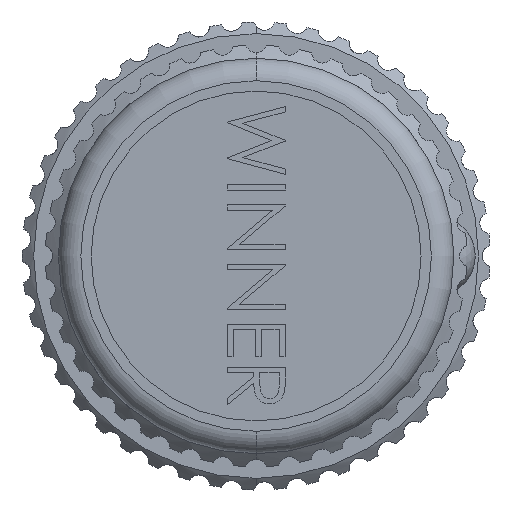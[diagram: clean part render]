
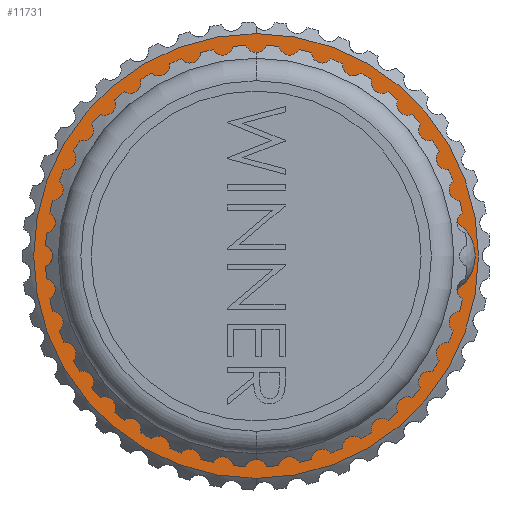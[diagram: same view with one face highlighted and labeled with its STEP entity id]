
A CAD part, left-side view. The second image highlights one B-rep face of the part: STEP entity #11731.
In plain terms, the highlighted planar face has unit normal (-1, 0, 0).
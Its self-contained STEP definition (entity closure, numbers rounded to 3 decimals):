
#60 = CARTESIAN_POINT ( 'NONE',  ( -7.9, 3.658, -2.669 ) ) ;
#93 = CARTESIAN_POINT ( 'NONE',  ( -7.9, -3.123, 3.051 ) ) ;
#152 = CARTESIAN_POINT ( 'NONE',  ( -7.9, 3.052, -3.269 ) ) ;
#339 = CARTESIAN_POINT ( 'NONE',  ( -7.9, 4.484, -1.194 ) ) ;
#509 = B_SPLINE_CURVE_WITH_KNOTS ( 'NONE', 3,
 ( #28320, #28036, #12590, #26369, #93, #26172, #17625, #17347, #28411, #24346, #13034, #15291, #19558, #19837, #17441, #13238 ),
 .UNSPECIFIED., .F., .F.,
 ( 4, 2, 2, 2, 2, 2, 2, 4 ),
 ( 0., 0.001, 0.002, 0.003, 0.003, 0.004, 0.005, 0.007 ),
 .UNSPECIFIED. ) ;
#924 = CARTESIAN_POINT ( 'NONE',  ( -7.9, -2.518, -3.34 ) ) ;
#930 = FACE_BOUND ( 'NONE', #23411, .T. ) ;
#1018 = CARTESIAN_POINT ( 'NONE',  ( -7.9, -3.835, -1.652 ) ) ;
#1138 = AXIS2_PLACEMENT_3D ( 'NONE', #1869, #1676, #14958 ) ;
#1676 = DIRECTION ( 'NONE',  ( 1., 0., 0. ) ) ;
#1812 = CARTESIAN_POINT ( 'NONE',  ( -7.9, 1.74, 4.366 ) ) ;
#1869 = CARTESIAN_POINT ( 'NONE',  ( -7.9, 0., 0. ) ) ;
#2211 = ORIENTED_EDGE ( 'NONE', *, *, #9080, .T. ) ;
#2351 = CARTESIAN_POINT ( 'NONE',  ( -7.9, 1.568, -4.075 ) ) ;
#2533 = CARTESIAN_POINT ( 'NONE',  ( -7.9, 2.828, -3.44 ) ) ;
#2676 = ORIENTED_EDGE ( 'NONE', *, *, #7115, .F. ) ;
#3016 = CARTESIAN_POINT ( 'NONE',  ( -7.9, -0.196, -4.243 ) ) ;
#3019 = AXIS2_PLACEMENT_3D ( 'NONE', #20261, #22661, #20627 ) ;
#3121 = CARTESIAN_POINT ( 'NONE',  ( -7.9, -3.278, -2.584 ) ) ;
#3224 = CARTESIAN_POINT ( 'NONE',  ( -7.9, -4.141, -0.624 ) ) ;
#3600 = ORIENTED_EDGE ( 'NONE', *, *, #6819, .T. ) ;
#4019 = VERTEX_POINT ( 'NONE', #23878 ) ;
#4746 = CARTESIAN_POINT ( 'NONE',  ( -7.9, 3.467, -2.884 ) ) ;
#4851 = CARTESIAN_POINT ( 'NONE',  ( -7.9, 4.385, -1.462 ) ) ;
#4965 = EDGE_CURVE ( 'NONE', #25601, #27874, #19699, .T. ) ;
#5055 = CARTESIAN_POINT ( 'NONE',  ( -7.9, 0., 15.3 ) ) ;
#5233 = CARTESIAN_POINT ( 'NONE',  ( -7.9, -4.069, 1.168 ) ) ;
#6003 = DIRECTION ( 'NONE',  ( 1., 0., 0. ) ) ;
#6672 = CARTESIAN_POINT ( 'NONE',  ( -7.9, 0.165, -4.255 ) ) ;
#6764 = CARTESIAN_POINT ( 'NONE',  ( -7.9, 4.678, -0.371 ) ) ;
#6819 = EDGE_CURVE ( 'NONE', #25601, #4019, #28326, .T. ) ;
#7115 = EDGE_CURVE ( 'NONE', #27874, #9655, #27775, .T. ) ;
#7436 = CARTESIAN_POINT ( 'NONE',  ( -7.9, -3.837, 1.847 ) ) ;
#7521 = CARTESIAN_POINT ( 'NONE',  ( -7.9, -0.556, -4.196 ) ) ;
#7528 = CARTESIAN_POINT ( 'NONE',  ( -7.9, -1.583, -3.89 ) ) ;
#7837 = VERTEX_POINT ( 'NONE', #26015 ) ;
#8241 = CIRCLE ( 'NONE', #27376, 15.3 ) ;
#9080 = EDGE_CURVE ( 'NONE', #4019, #18633, #14792, .T. ) ;
#9168 = FACE_OUTER_BOUND ( 'NONE', #17333, .T. ) ;
#9238 = EDGE_CURVE ( 'NONE', #24805, #7837, #8241, .T. ) ;
#9655 = VERTEX_POINT ( 'NONE', #22536 ) ;
#9679 = AXIS2_PLACEMENT_3D ( 'NONE', #24736, #18493, #26967 ) ;
#9837 = CARTESIAN_POINT ( 'NONE',  ( -7.9, -1.246, -4.019 ) ) ;
#11087 = CARTESIAN_POINT ( 'NONE',  ( -7.9, 0.737, -4.245 ) ) ;
#11731 = ADVANCED_FACE ( 'NONE', ( #9168, #930 ), #20548, .T. ) ;
#12332 = EDGE_CURVE ( 'NONE', #7837, #24805, #26012, .T. ) ;
#12590 = CARTESIAN_POINT ( 'NONE',  ( -7.9, -3.604, 2.359 ) ) ;
#13034 = CARTESIAN_POINT ( 'NONE',  ( -7.9, -1.03, 4.407 ) ) ;
#13176 = CARTESIAN_POINT ( 'NONE',  ( -7.9, 0., 0. ) ) ;
#13238 = CARTESIAN_POINT ( 'NONE',  ( -7.9, 1.74, 4.366 ) ) ;
#13293 = CARTESIAN_POINT ( 'NONE',  ( -7.9, 2.093, -3.872 ) ) ;
#13437 = AXIS2_PLACEMENT_3D ( 'NONE', #19226, #6003, #19422 ) ;
#14792 = CIRCLE ( 'NONE', #1138, 4.7 ) ;
#14958 = DIRECTION ( 'NONE',  ( 0., 0., -1. ) ) ;
#15291 = CARTESIAN_POINT ( 'NONE',  ( -7.9, -0.481, 4.538 ) ) ;
#16396 = CARTESIAN_POINT ( 'NONE',  ( -7.9, -4.067, -0.975 ) ) ;
#16494 = CARTESIAN_POINT ( 'NONE',  ( -7.9, -3.045, -2.857 ) ) ;
#16881 = ORIENTED_EDGE ( 'NONE', *, *, #27963, .F. ) ;
#17333 = EDGE_LOOP ( 'NONE', ( #22535, #17662 ) ) ;
#17347 = CARTESIAN_POINT ( 'NONE',  ( -7.9, -2.056, 3.952 ) ) ;
#17441 = CARTESIAN_POINT ( 'NONE',  ( -7.9, 1.203, 4.543 ) ) ;
#17625 = CARTESIAN_POINT ( 'NONE',  ( -7.9, -2.518, 3.634 ) ) ;
#17662 = ORIENTED_EDGE ( 'NONE', *, *, #12332, .T. ) ;
#17667 = DIRECTION ( 'NONE',  ( -1., 0., 0. ) ) ;
#17974 = CARTESIAN_POINT ( 'NONE',  ( -7.9, 0.451, -4.265 ) ) ;
#18065 = CARTESIAN_POINT ( 'NONE',  ( -7.9, 4.699, -0.087 ) ) ;
#18277 = ORIENTED_EDGE ( 'NONE', *, *, #4965, .F. ) ;
#18456 = CARTESIAN_POINT ( 'NONE',  ( -7.9, -4.184, 0.461 ) ) ;
#18493 = DIRECTION ( 'NONE',  ( -1., 0., 0. ) ) ;
#18633 = VERTEX_POINT ( 'NONE', #1812 ) ;
#18640 = CARTESIAN_POINT ( 'NONE',  ( -7.9, -4.2, 0.096 ) ) ;
#19175 = CARTESIAN_POINT ( 'NONE',  ( -7.9, 0.165, -4.255 ) ) ;
#19226 = CARTESIAN_POINT ( 'NONE',  ( -7.9, 0., 0. ) ) ;
#19422 = DIRECTION ( 'NONE',  ( 0., 0., -1. ) ) ;
#19558 = CARTESIAN_POINT ( 'NONE',  ( -7.9, -0.202, 4.578 ) ) ;
#19699 = B_SPLINE_CURVE_WITH_KNOTS ( 'NONE', 3,
 ( #18065, #6764, #24493, #339, #4851, #24675, #26705, #60, #4746, #152, #2533, #24590, #13293, #2351, #22365, #11087, #17974, #6672 ),
 .UNSPECIFIED., .F., .F.,
 ( 4, 2, 2, 2, 2, 2, 2, 2, 4 ),
 ( 0., 0.001, 0.002, 0.003, 0.003, 0.004, 0.005, 0.006, 0.007 ),
 .UNSPECIFIED. ) ;
#19837 = CARTESIAN_POINT ( 'NONE',  ( -7.9, 0.635, 4.619 ) ) ;
#20126 = CARTESIAN_POINT ( 'NONE',  ( -7.9, 4.699, -0.087 ) ) ;
#20261 = CARTESIAN_POINT ( 'NONE',  ( -7.9, 0., -5.05 ) ) ;
#20548 = PLANE ( 'NONE',  #3019 ) ;
#20627 = DIRECTION ( 'NONE',  ( 0., 0., -1. ) ) ;
#20636 = CARTESIAN_POINT ( 'NONE',  ( -7.9, -3.97, 1.511 ) ) ;
#22365 = CARTESIAN_POINT ( 'NONE',  ( -7.9, 1.297, -4.149 ) ) ;
#22535 = ORIENTED_EDGE ( 'NONE', *, *, #9238, .T. ) ;
#22536 = CARTESIAN_POINT ( 'NONE',  ( -7.9, -3.837, 1.847 ) ) ;
#22661 = DIRECTION ( 'NONE',  ( -1., 0., 0. ) ) ;
#22957 = CARTESIAN_POINT ( 'NONE',  ( -7.9, -3.675, -1.98 ) ) ;
#23411 = EDGE_LOOP ( 'NONE', ( #2676, #18277, #3600, #2211, #16881 ) ) ;
#23878 = CARTESIAN_POINT ( 'NONE',  ( -7.9, 4.7, 0. ) ) ;
#24346 = CARTESIAN_POINT ( 'NONE',  ( -7.9, -1.295, 4.318 ) ) ;
#24382 = DIRECTION ( 'NONE',  ( 0., 0., -1. ) ) ;
#24493 = CARTESIAN_POINT ( 'NONE',  ( -7.9, 4.63, -0.65 ) ) ;
#24590 = CARTESIAN_POINT ( 'NONE',  ( -7.9, 2.35, -3.741 ) ) ;
#24675 = CARTESIAN_POINT ( 'NONE',  ( -7.9, 4.138, -1.974 ) ) ;
#24736 = CARTESIAN_POINT ( 'NONE',  ( -7.9, 0., 0. ) ) ;
#24805 = VERTEX_POINT ( 'NONE', #5055 ) ;
#25601 = VERTEX_POINT ( 'NONE', #20126 ) ;
#26012 = CIRCLE ( 'NONE', #9679, 15.3 ) ;
#26015 = CARTESIAN_POINT ( 'NONE',  ( -7.9, 0., -15.3 ) ) ;
#26172 = CARTESIAN_POINT ( 'NONE',  ( -7.9, -2.731, 3.454 ) ) ;
#26369 = CARTESIAN_POINT ( 'NONE',  ( -7.9, -3.301, 2.828 ) ) ;
#26705 = CARTESIAN_POINT ( 'NONE',  ( -7.9, 3.993, -2.215 ) ) ;
#26967 = DIRECTION ( 'NONE',  ( 0., 0., -1. ) ) ;
#27199 = CARTESIAN_POINT ( 'NONE',  ( -7.9, 0.165, -4.255 ) ) ;
#27307 = CARTESIAN_POINT ( 'NONE',  ( -7.9, -2.22, -3.55 ) ) ;
#27376 = AXIS2_PLACEMENT_3D ( 'NONE', #13176, #17667, #24382 ) ;
#27775 = B_SPLINE_CURVE_WITH_KNOTS ( 'NONE', 3,
 ( #27199, #3016, #7521, #9837, #7528, #27307, #924, #16494, #3121, #22957, #1018, #16396, #3224, #18640, #18456, #5233, #20636, #7436 ),
 .UNSPECIFIED., .F., .F.,
 ( 4, 2, 2, 2, 2, 2, 2, 2, 4 ),
 ( 0., 0.001, 0.002, 0.003, 0.004, 0.005, 0.007, 0.008, 0.009 ),
 .UNSPECIFIED. ) ;
#27874 = VERTEX_POINT ( 'NONE', #19175 ) ;
#27963 = EDGE_CURVE ( 'NONE', #9655, #18633, #509, .T. ) ;
#28036 = CARTESIAN_POINT ( 'NONE',  ( -7.9, -3.733, 2.111 ) ) ;
#28320 = CARTESIAN_POINT ( 'NONE',  ( -7.9, -3.837, 1.847 ) ) ;
#28326 = CIRCLE ( 'NONE', #13437, 4.7 ) ;
#28411 = CARTESIAN_POINT ( 'NONE',  ( -7.9, -1.807, 4.091 ) ) ;
